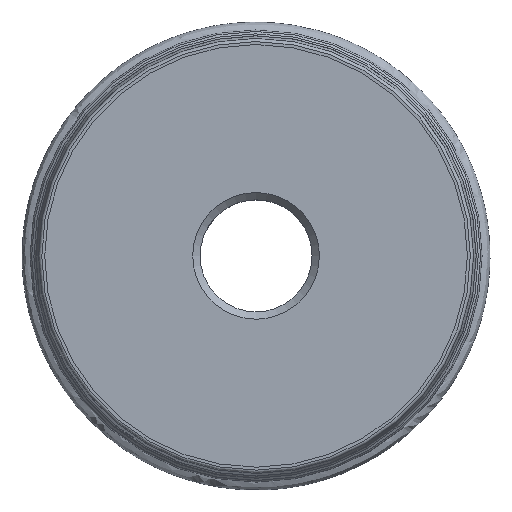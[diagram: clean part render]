
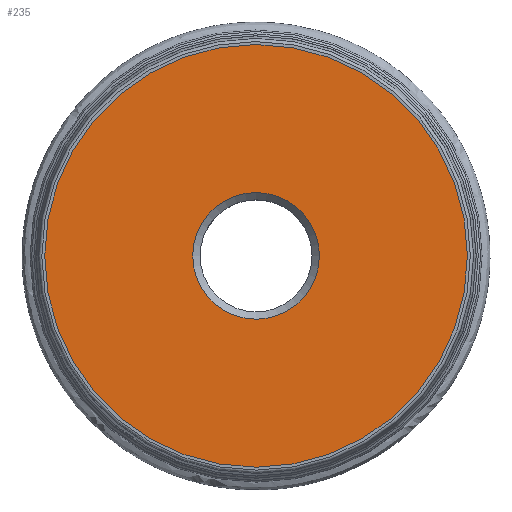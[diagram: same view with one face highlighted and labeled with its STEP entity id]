
A CAD part, top view. The second image highlights one B-rep face of the part: STEP entity #235.
In plain terms, the highlighted planar face has unit normal (0, 0, 1).
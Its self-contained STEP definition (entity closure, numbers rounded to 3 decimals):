
#221=PLANE('',#923);
#235=ADVANCED_FACE('CU_BACK_F001',(#302,#303),#221,.F.);
#302=FACE_BOUND('',#392,.T.);
#303=FACE_BOUND('',#393,.T.);
#392=EDGE_LOOP('',(#482));
#393=EDGE_LOOP('',(#483));
#482=ORIENTED_EDGE('',*,*,#610,.F.);
#483=ORIENTED_EDGE('',*,*,#609,.T.);
#564=VERTEX_POINT('',#1327);
#565=VERTEX_POINT('',#1330);
#609=EDGE_CURVE('',#564,#564,#654,.T.);
#610=EDGE_CURVE('',#565,#565,#655,.T.);
#654=CIRCLE('',#920,71.915);
#655=CIRCLE('',#922,21.556);
#920=AXIS2_PLACEMENT_3D('',#1326,#1091,#1092);
#922=AXIS2_PLACEMENT_3D('',#1329,#1095,#1096);
#923=AXIS2_PLACEMENT_3D('',#1331,#1097,#1098);
#1091=DIRECTION('',(0.,0.,1.));
#1092=DIRECTION('',(-0.175,0.985,0.));
#1095=DIRECTION('',(0.,0.,1.));
#1096=DIRECTION('',(-0.175,0.985,0.));
#1097=DIRECTION('',(0.,0.,-1.));
#1098=DIRECTION('',(0.175,-0.985,0.));
#1326=CARTESIAN_POINT('',(0.,0.,0.));
#1327=CARTESIAN_POINT('',(-12.562,70.809,0.));
#1329=CARTESIAN_POINT('',(0.,0.,0.));
#1330=CARTESIAN_POINT('',(-3.765,21.225,0.));
#1331=CARTESIAN_POINT('',(-71.915,0.,0.));
